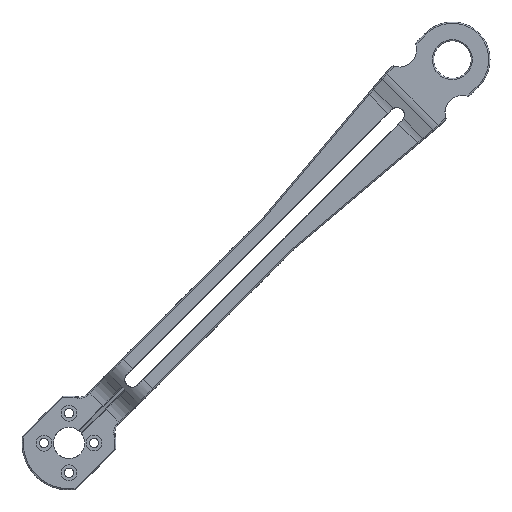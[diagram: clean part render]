
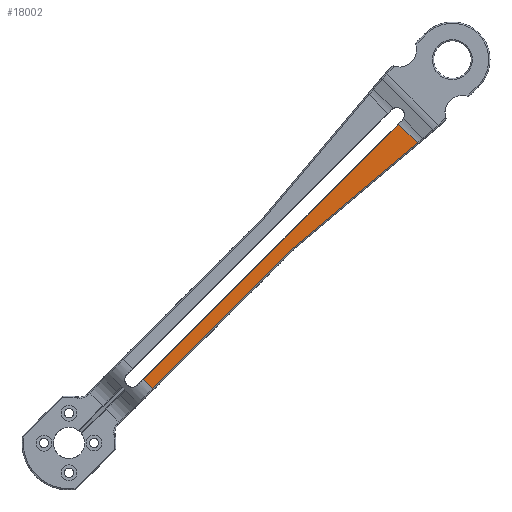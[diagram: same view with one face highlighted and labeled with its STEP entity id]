
A CAD part, front view. The second image highlights one B-rep face of the part: STEP entity #18002.
In plain terms, the highlighted planar face has unit normal (0, -1, 0).
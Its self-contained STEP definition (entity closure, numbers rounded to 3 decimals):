
#923=PLANE('',#19824);
#1895=FACE_OUTER_BOUND('',#2992,.T.);
#2992=EDGE_LOOP('',(#15979,#15980,#15981,#15982,#15983,#15984));
#4519=LINE('',#34267,#5822);
#5004=LINE('',#42226,#6307);
#5005=LINE('',#42234,#6308);
#5018=LINE('',#42405,#6321);
#5019=LINE('',#42406,#6322);
#5822=VECTOR('',#22250,10.);
#6307=VECTOR('',#24371,10.);
#6308=VECTOR('',#24382,10.);
#6321=VECTOR('',#24505,10.);
#6322=VECTOR('',#24506,10.);
#6847=CIRCLE('',#19767,3.4);
#8036=VERTEX_POINT('',#34264);
#8037=VERTEX_POINT('',#34266);
#8546=VERTEX_POINT('',#42220);
#8547=VERTEX_POINT('',#42224);
#8548=VERTEX_POINT('',#42228);
#8549=VERTEX_POINT('',#42232);
#10091=EDGE_CURVE('',#8037,#8036,#4519,.T.);
#11146=EDGE_CURVE('',#8547,#8546,#5004,.T.);
#11148=EDGE_CURVE('',#8548,#8547,#6847,.T.);
#11150=EDGE_CURVE('',#8549,#8548,#5005,.T.);
#11196=EDGE_CURVE('',#8549,#8037,#5018,.T.);
#11197=EDGE_CURVE('',#8546,#8036,#5019,.T.);
#15979=ORIENTED_EDGE('',*,*,#11146,.F.);
#15980=ORIENTED_EDGE('',*,*,#11148,.F.);
#15981=ORIENTED_EDGE('',*,*,#11150,.F.);
#15982=ORIENTED_EDGE('',*,*,#11196,.T.);
#15983=ORIENTED_EDGE('',*,*,#10091,.T.);
#15984=ORIENTED_EDGE('',*,*,#11197,.F.);
#18002=ADVANCED_FACE('',(#1895),#923,.T.);
#19767=AXIS2_PLACEMENT_3D('',#42230,#24376,#24377);
#19824=AXIS2_PLACEMENT_3D('',#42404,#24503,#24504);
#22250=DIRECTION('',(-0.707,0.,-0.707));
#24371=DIRECTION('',(-0.707,0.,-0.707));
#24376=DIRECTION('center_axis',(0.,-1.,0.));
#24377=DIRECTION('ref_axis',(-0.677,0.,0.736));
#24382=DIRECTION('',(-0.763,0.,-0.646));
#24503=DIRECTION('center_axis',(0.,-1.,0.));
#24504=DIRECTION('ref_axis',(0.707,0.,0.707));
#24505=DIRECTION('',(-0.707,0.,0.707));
#24506=DIRECTION('',(-0.707,0.,0.707));
#34264=CARTESIAN_POINT('',(-110.678,1.506,-102.072));
#34266=CARTESIAN_POINT('',(-29.185,1.506,-20.579));
#34267=CARTESIAN_POINT('',(-111.556,1.506,-102.95));
#42220=CARTESIAN_POINT('',(-107.708,1.506,-105.042));
#42224=CARTESIAN_POINT('',(-62.655,1.506,-59.989));
#42226=CARTESIAN_POINT('',(-85.181,1.506,-82.515));
#42228=CARTESIAN_POINT('',(-62.447,1.506,-59.798));
#42230=CARTESIAN_POINT('Origin',(-60.251,1.506,-62.393));
#42232=CARTESIAN_POINT('',(-23.192,1.506,-26.571));
#42234=CARTESIAN_POINT('',(-64.023,1.506,-61.131));
#42404=CARTESIAN_POINT('Origin',(-112.375,1.506,-100.375));
#42405=CARTESIAN_POINT('',(-30.882,1.506,-18.882));
#42406=CARTESIAN_POINT('',(-112.375,1.506,-100.375));
